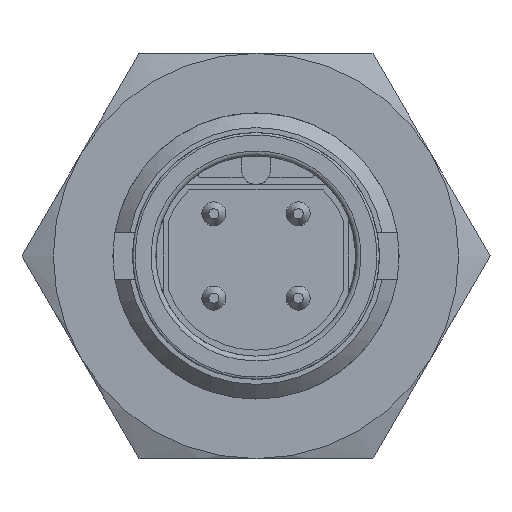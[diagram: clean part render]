
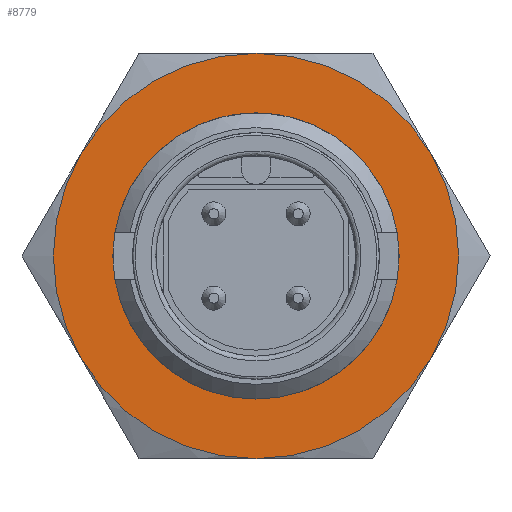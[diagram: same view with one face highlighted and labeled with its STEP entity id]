
A CAD part, left-side view. The second image highlights one B-rep face of the part: STEP entity #8779.
In plain terms, the highlighted face is planar.
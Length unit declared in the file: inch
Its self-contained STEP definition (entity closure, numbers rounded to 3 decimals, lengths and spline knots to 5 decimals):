
#256 = DIRECTION ( 'NONE',  ( 0., 1., 0. ) ) ;
#472 = AXIS2_PLACEMENT_3D ( 'NONE', #4391, #824, #3714 ) ;
#676 = CARTESIAN_POINT ( 'NONE',  ( 0., 2.1063, 0. ) ) ;
#724 = VERTEX_POINT ( 'NONE', #1975 ) ;
#824 = DIRECTION ( 'NONE',  ( 0., 1., 0. ) ) ;
#832 = DIRECTION ( 'NONE',  ( 0., 1., 0. ) ) ;
#1180 = CIRCLE ( 'NONE', #1625, 0.33465 ) ;
#1252 = CIRCLE ( 'NONE', #5014, 0.33465 ) ;
#1592 = AXIS2_PLACEMENT_3D ( 'NONE', #1696, #4535, #5352 ) ;
#1610 = FACE_OUTER_BOUND ( 'NONE', #8777, .T. ) ;
#1625 = AXIS2_PLACEMENT_3D ( 'NONE', #5630, #7928, #3535 ) ;
#1681 = CARTESIAN_POINT ( 'NONE',  ( 0., 2.1063, 0. ) ) ;
#1696 = CARTESIAN_POINT ( 'NONE',  ( 0.33465, 2.1063, 0. ) ) ;
#1760 = ORIENTED_EDGE ( 'NONE', *, *, #3857, .F. ) ;
#1925 = VERTEX_POINT ( 'NONE', #8056 ) ;
#1975 = CARTESIAN_POINT ( 'NONE',  ( -0.28981, 2.1063, -0.16732 ) ) ;
#2140 = DIRECTION ( 'NONE',  ( 0., 1., 0. ) ) ;
#2334 = AXIS2_PLACEMENT_3D ( 'NONE', #3732, #256, #5139 ) ;
#2454 = VERTEX_POINT ( 'NONE', #4856 ) ;
#2589 = CIRCLE ( 'NONE', #472, 0.33465 ) ;
#2804 = CARTESIAN_POINT ( 'NONE',  ( 0., 2.1063, -0.33465 ) ) ;
#2927 = AXIS2_PLACEMENT_3D ( 'NONE', #3542, #832, #3721 ) ;
#2935 = CARTESIAN_POINT ( 'NONE',  ( 0.28981, 2.1063, 0.16732 ) ) ;
#3002 = EDGE_CURVE ( 'NONE', #1925, #9177, #5764, .T. ) ;
#3254 = ORIENTED_EDGE ( 'NONE', *, *, #6114, .F. ) ;
#3336 = CIRCLE ( 'NONE', #4519, 0.23622 ) ;
#3375 = EDGE_CURVE ( 'NONE', #724, #2454, #1252, .T. ) ;
#3444 = EDGE_CURVE ( 'NONE', #6010, #1925, #8983, .T. ) ;
#3535 = DIRECTION ( 'NONE',  ( 0., 0., 1. ) ) ;
#3542 = CARTESIAN_POINT ( 'NONE',  ( 0., 2.1063, 0. ) ) ;
#3660 = DIRECTION ( 'NONE',  ( 0., -1., 0. ) ) ;
#3714 = DIRECTION ( 'NONE',  ( 0., 0., 1. ) ) ;
#3721 = DIRECTION ( 'NONE',  ( 0., 0., 1. ) ) ;
#3732 = CARTESIAN_POINT ( 'NONE',  ( 0., 2.1063, 0. ) ) ;
#3857 = EDGE_CURVE ( 'NONE', #9177, #724, #1180, .T. ) ;
#4263 = EDGE_LOOP ( 'NONE', ( #6895 ) ) ;
#4346 = CARTESIAN_POINT ( 'NONE',  ( 0., 2.1063, 0. ) ) ;
#4391 = CARTESIAN_POINT ( 'NONE',  ( 0., 2.1063, 0. ) ) ;
#4433 = DIRECTION ( 'NONE',  ( 0., 0., 1. ) ) ;
#4519 = AXIS2_PLACEMENT_3D ( 'NONE', #4346, #3660, #6520 ) ;
#4535 = DIRECTION ( 'NONE',  ( 0., 1., 0. ) ) ;
#4543 = AXIS2_PLACEMENT_3D ( 'NONE', #1681, #8702, #4433 ) ;
#4778 = EDGE_CURVE ( 'NONE', #7475, #7475, #3336, .T. ) ;
#4803 = EDGE_CURVE ( 'NONE', #2454, #4875, #2589, .T. ) ;
#4856 = CARTESIAN_POINT ( 'NONE',  ( -0.28981, 2.1063, 0.16732 ) ) ;
#4875 = VERTEX_POINT ( 'NONE', #7281 ) ;
#5014 = AXIS2_PLACEMENT_3D ( 'NONE', #676, #2140, #6451 ) ;
#5139 = DIRECTION ( 'NONE',  ( 0., 0., 1. ) ) ;
#5352 = DIRECTION ( 'NONE',  ( 0., 0., 1. ) ) ;
#5630 = CARTESIAN_POINT ( 'NONE',  ( 0., 2.1063, 0. ) ) ;
#5764 = CIRCLE ( 'NONE', #2927, 0.33465 ) ;
#5981 = ORIENTED_EDGE ( 'NONE', *, *, #3375, .F. ) ;
#6010 = VERTEX_POINT ( 'NONE', #2935 ) ;
#6114 = EDGE_CURVE ( 'NONE', #4875, #6010, #7531, .T. ) ;
#6200 = CARTESIAN_POINT ( 'NONE',  ( 0., 2.1063, -0.23622 ) ) ;
#6451 = DIRECTION ( 'NONE',  ( 0., 0., 1. ) ) ;
#6520 = DIRECTION ( 'NONE',  ( 0., 0., -1. ) ) ;
#6895 = ORIENTED_EDGE ( 'NONE', *, *, #4778, .F. ) ;
#7281 = CARTESIAN_POINT ( 'NONE',  ( 0., 2.1063, 0.33465 ) ) ;
#7475 = VERTEX_POINT ( 'NONE', #6200 ) ;
#7531 = CIRCLE ( 'NONE', #2334, 0.33465 ) ;
#7928 = DIRECTION ( 'NONE',  ( 0., 1., 0. ) ) ;
#7981 = FACE_BOUND ( 'NONE', #4263, .T. ) ;
#8056 = CARTESIAN_POINT ( 'NONE',  ( 0.28981, 2.1063, -0.16732 ) ) ;
#8233 = ORIENTED_EDGE ( 'NONE', *, *, #3002, .F. ) ;
#8331 = ORIENTED_EDGE ( 'NONE', *, *, #4803, .F. ) ;
#8702 = DIRECTION ( 'NONE',  ( 0., 1., 0. ) ) ;
#8777 = EDGE_LOOP ( 'NONE', ( #9149, #3254, #8331, #5981, #1760, #8233 ) ) ;
#8779 = ADVANCED_FACE ( 'NONE', ( #1610, #7981 ), #8848, .F. ) ;
#8848 = PLANE ( 'NONE',  #1592 ) ;
#8983 = CIRCLE ( 'NONE', #4543, 0.33465 ) ;
#9149 = ORIENTED_EDGE ( 'NONE', *, *, #3444, .F. ) ;
#9177 = VERTEX_POINT ( 'NONE', #2804 ) ;
